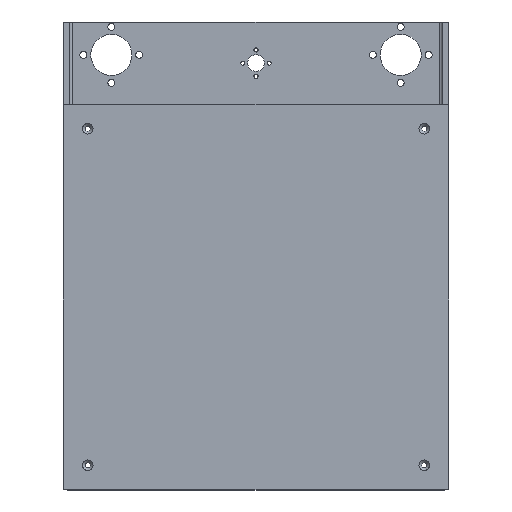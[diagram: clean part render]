
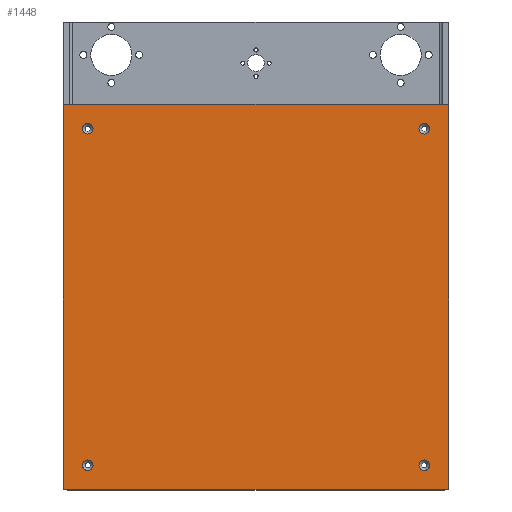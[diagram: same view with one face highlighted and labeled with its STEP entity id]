
A CAD part, top view. The second image highlights one B-rep face of the part: STEP entity #1448.
In plain terms, the highlighted planar face has unit normal (0, 0, 1).
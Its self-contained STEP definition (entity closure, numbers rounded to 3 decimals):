
#64=FACE_BOUND('',#223,.T.);
#65=FACE_BOUND('',#224,.T.);
#66=FACE_BOUND('',#225,.T.);
#67=FACE_BOUND('',#226,.T.);
#118=PLANE('',#1541);
#147=FACE_OUTER_BOUND('',#222,.T.);
#222=EDGE_LOOP('',(#1029,#1030,#1031,#1032,#1033,#1034,#1035,#1036));
#223=EDGE_LOOP('',(#1037));
#224=EDGE_LOOP('',(#1038));
#225=EDGE_LOOP('',(#1039));
#226=EDGE_LOOP('',(#1040));
#351=LINE('',#2170,#470);
#352=LINE('',#2174,#471);
#353=LINE('',#2178,#472);
#354=LINE('',#2182,#473);
#470=VECTOR('',#1717,10.);
#471=VECTOR('',#1720,10.);
#472=VECTOR('',#1723,10.);
#473=VECTOR('',#1726,10.);
#588=CIRCLE('',#1539,3.25);
#590=CIRCLE('',#1542,1.65);
#591=CIRCLE('',#1543,1.65);
#592=CIRCLE('',#1544,1.65);
#593=CIRCLE('',#1545,1.65);
#594=CIRCLE('',#1546,3.25);
#595=CIRCLE('',#1547,3.25);
#596=CIRCLE('',#1548,3.25);
#678=VERTEX_POINT('',#2162);
#680=VERTEX_POINT('',#2168);
#681=VERTEX_POINT('',#2169);
#682=VERTEX_POINT('',#2171);
#683=VERTEX_POINT('',#2173);
#684=VERTEX_POINT('',#2175);
#685=VERTEX_POINT('',#2177);
#686=VERTEX_POINT('',#2179);
#687=VERTEX_POINT('',#2181);
#688=VERTEX_POINT('',#2184);
#689=VERTEX_POINT('',#2186);
#690=VERTEX_POINT('',#2188);
#816=EDGE_CURVE('',#678,#678,#588,.T.);
#819=EDGE_CURVE('',#680,#681,#351,.T.);
#820=EDGE_CURVE('',#681,#682,#590,.T.);
#821=EDGE_CURVE('',#682,#683,#352,.T.);
#822=EDGE_CURVE('',#683,#684,#591,.T.);
#823=EDGE_CURVE('',#684,#685,#353,.T.);
#824=EDGE_CURVE('',#685,#686,#592,.T.);
#825=EDGE_CURVE('',#686,#687,#354,.T.);
#826=EDGE_CURVE('',#687,#680,#593,.T.);
#827=EDGE_CURVE('',#688,#688,#594,.T.);
#828=EDGE_CURVE('',#689,#689,#595,.T.);
#829=EDGE_CURVE('',#690,#690,#596,.T.);
#1029=ORIENTED_EDGE('',*,*,#819,.T.);
#1030=ORIENTED_EDGE('',*,*,#820,.T.);
#1031=ORIENTED_EDGE('',*,*,#821,.T.);
#1032=ORIENTED_EDGE('',*,*,#822,.T.);
#1033=ORIENTED_EDGE('',*,*,#823,.T.);
#1034=ORIENTED_EDGE('',*,*,#824,.T.);
#1035=ORIENTED_EDGE('',*,*,#825,.T.);
#1036=ORIENTED_EDGE('',*,*,#826,.T.);
#1037=ORIENTED_EDGE('',*,*,#827,.F.);
#1038=ORIENTED_EDGE('',*,*,#828,.F.);
#1039=ORIENTED_EDGE('',*,*,#829,.F.);
#1040=ORIENTED_EDGE('',*,*,#816,.F.);
#1448=ADVANCED_FACE('',(#147,#64,#65,#66,#67),#118,.T.);
#1539=AXIS2_PLACEMENT_3D('',#2163,#1710,#1711);
#1541=AXIS2_PLACEMENT_3D('',#2167,#1715,#1716);
#1542=AXIS2_PLACEMENT_3D('',#2172,#1718,#1719);
#1543=AXIS2_PLACEMENT_3D('',#2176,#1721,#1722);
#1544=AXIS2_PLACEMENT_3D('',#2180,#1724,#1725);
#1545=AXIS2_PLACEMENT_3D('',#2183,#1727,#1728);
#1546=AXIS2_PLACEMENT_3D('',#2185,#1729,#1730);
#1547=AXIS2_PLACEMENT_3D('',#2187,#1731,#1732);
#1548=AXIS2_PLACEMENT_3D('',#2189,#1733,#1734);
#1710=DIRECTION('center_axis',(0.,0.,1.));
#1711=DIRECTION('ref_axis',(1.,0.,0.));
#1715=DIRECTION('center_axis',(0.,0.,1.));
#1716=DIRECTION('ref_axis',(1.,0.,0.));
#1717=DIRECTION('',(-1.,0.,0.));
#1718=DIRECTION('center_axis',(0.,0.,1.));
#1719=DIRECTION('ref_axis',(1.,0.,0.));
#1720=DIRECTION('',(0.,-1.,0.));
#1721=DIRECTION('center_axis',(0.,0.,1.));
#1722=DIRECTION('ref_axis',(1.,0.,0.));
#1723=DIRECTION('',(1.,0.,0.));
#1724=DIRECTION('center_axis',(0.,0.,1.));
#1725=DIRECTION('ref_axis',(1.,0.,0.));
#1726=DIRECTION('',(0.,1.,0.));
#1727=DIRECTION('center_axis',(0.,0.,1.));
#1728=DIRECTION('ref_axis',(1.,0.,0.));
#1729=DIRECTION('center_axis',(0.,0.,1.));
#1730=DIRECTION('ref_axis',(1.,0.,0.));
#1731=DIRECTION('center_axis',(0.,0.,1.));
#1732=DIRECTION('ref_axis',(1.,0.,0.));
#1733=DIRECTION('center_axis',(0.,0.,1.));
#1734=DIRECTION('ref_axis',(1.,0.,0.));
#2162=CARTESIAN_POINT('',(286.75,320.,-320.));
#2163=CARTESIAN_POINT('Origin',(290.,320.,-320.));
#2167=CARTESIAN_POINT('Origin',(187.5,217.5,-320.));
#2168=CARTESIAN_POINT('',(303.35,335.,-320.));
#2169=CARTESIAN_POINT('',(71.65,335.,-320.));
#2170=CARTESIAN_POINT('',(305.,335.,-320.));
#2171=CARTESIAN_POINT('',(70.,333.35,-320.));
#2172=CARTESIAN_POINT('Origin',(71.65,333.35,-320.));
#2173=CARTESIAN_POINT('',(70.,101.65,-320.));
#2174=CARTESIAN_POINT('',(70.,335.,-320.));
#2175=CARTESIAN_POINT('',(71.65,100.,-320.));
#2176=CARTESIAN_POINT('Origin',(71.65,101.65,-320.));
#2177=CARTESIAN_POINT('',(303.35,100.,-320.));
#2178=CARTESIAN_POINT('',(70.,100.,-320.));
#2179=CARTESIAN_POINT('',(305.,101.65,-320.));
#2180=CARTESIAN_POINT('Origin',(303.35,101.65,-320.));
#2181=CARTESIAN_POINT('',(305.,333.35,-320.));
#2182=CARTESIAN_POINT('',(305.,100.,-320.));
#2183=CARTESIAN_POINT('Origin',(303.35,333.35,-320.));
#2184=CARTESIAN_POINT('',(81.75,320.,-320.));
#2185=CARTESIAN_POINT('Origin',(85.,320.,-320.));
#2186=CARTESIAN_POINT('',(286.75,115.,-320.));
#2187=CARTESIAN_POINT('Origin',(290.,115.,-320.));
#2188=CARTESIAN_POINT('',(81.75,115.,-320.));
#2189=CARTESIAN_POINT('Origin',(85.,115.,-320.));
